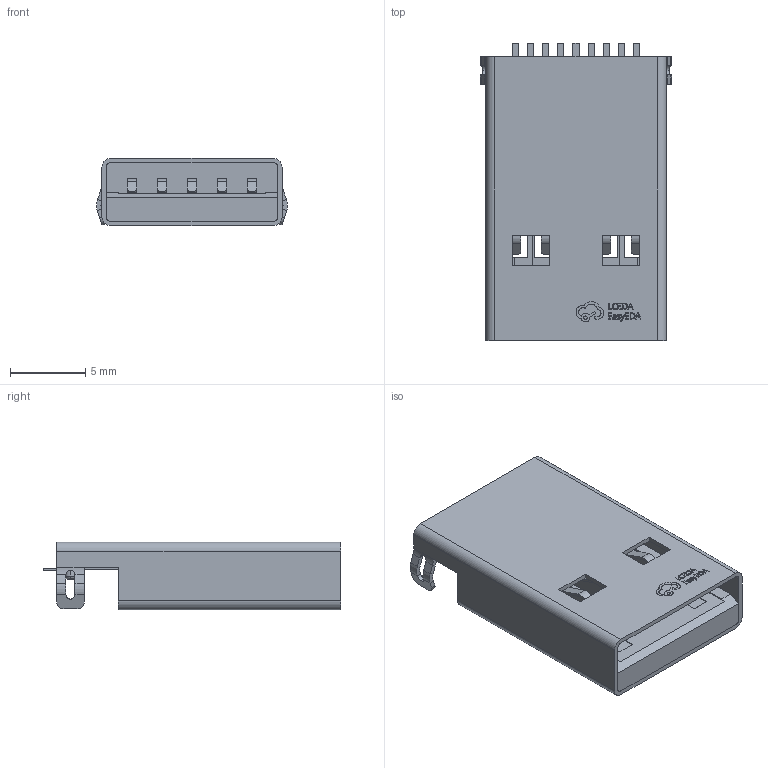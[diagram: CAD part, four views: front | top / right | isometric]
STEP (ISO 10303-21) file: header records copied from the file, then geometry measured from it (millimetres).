
FILE_DESCRIPTION (( 'STEP AP214' ), '1' );
FILE_NAME ('USB-3.0-SMD_9P-L12.0-W18.9-H4.5-LS20.8-P1.0.step', '2022-07-15T07:58:43', ( '' ), ( '' ), 'SwSTEP 2.0', 'SolidWorks 2020', '' );
FILE_SCHEMA (( 'AUTOMOTIVE_DESIGN' ));
Length unit declared in the file: millimetre
Products named in the file (1): USB-3.0-SMD_9P-L12.0-W18.9-H4.5-LS20.8-P1.0
Bounding box: 12.72 x 19.78 x 4.5 mm (x, y, z)
Volume: 534.5 mm3; surface area: 1756.7 mm2
Topology: 2 solids, 2 shells, 661 faces, 1724 edges, 1090 vertices
Faces by surface type: plane 458, bspline 112, cylinder 87, torus 4
Entity records: 28470 total; most frequent: CARTESIAN_POINT 5640, ORIENTED_EDGE 3448, DIRECTION 2758, EDGE_CURVE 1724, VECTOR 1310, LINE 1310, VERTEX_POINT 1090, AXIS2_PLACEMENT_3D 724
